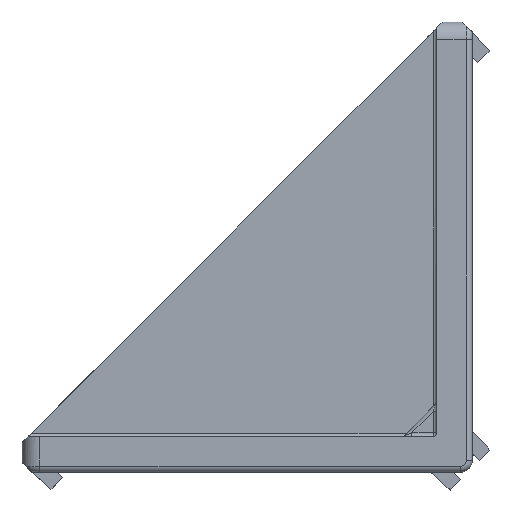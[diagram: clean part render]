
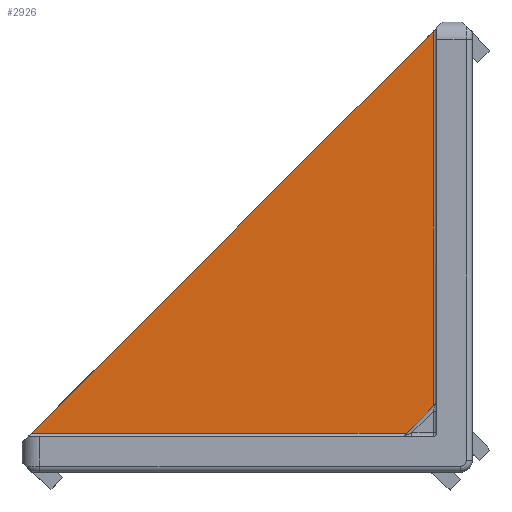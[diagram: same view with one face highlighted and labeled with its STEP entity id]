
A CAD part, top view. The second image highlights one B-rep face of the part: STEP entity #2926.
In plain terms, the highlighted planar face has unit normal (0, 0, 1).
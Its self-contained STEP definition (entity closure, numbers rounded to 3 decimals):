
#131=PLANE('',#3253);
#141=LINE('',#4291,#417);
#144=LINE('',#4298,#420);
#290=LINE('',#5116,#566);
#417=VECTOR('',#3336,10.);
#420=VECTOR('',#3343,10.);
#566=VECTOR('',#3875,10.);
#958=FACE_OUTER_BOUND('',#1129,.T.);
#1129=EDGE_LOOP('',(#2730,#2731,#2732));
#1250=VERTEX_POINT('',#4279);
#1253=VERTEX_POINT('',#4289);
#1254=VERTEX_POINT('',#4294);
#1522=EDGE_CURVE('',#1253,#1250,#141,.T.);
#1526=EDGE_CURVE('',#1250,#1254,#144,.T.);
#1790=EDGE_CURVE('',#1254,#1253,#290,.T.);
#2730=ORIENTED_EDGE('',*,*,#1522,.F.);
#2731=ORIENTED_EDGE('',*,*,#1790,.F.);
#2732=ORIENTED_EDGE('',*,*,#1526,.F.);
#2926=ADVANCED_FACE('',(#958),#131,.F.);
#3253=AXIS2_PLACEMENT_3D('',#5362,#4114,#4115);
#3336=DIRECTION('',(0.,-1.,0.));
#3343=DIRECTION('',(-1.,0.,0.));
#3875=DIRECTION('',(0.707,0.707,0.));
#4114=DIRECTION('center_axis',(0.,0.,-1.));
#4115=DIRECTION('ref_axis',(-1.,0.,0.));
#4279=CARTESIAN_POINT('',(-3.3,3.3,-5.589));
#4289=CARTESIAN_POINT('',(-3.3,37.2,-5.589));
#4291=CARTESIAN_POINT('',(-3.3,25.099,-5.589));
#4294=CARTESIAN_POINT('',(-37.2,3.3,-5.589));
#4298=CARTESIAN_POINT('',(-9.099,3.3,-5.589));
#5116=CARTESIAN_POINT('',(-2.5,38.,-5.589));
#5362=CARTESIAN_POINT('Origin',(-15.198,15.198,-5.589));
